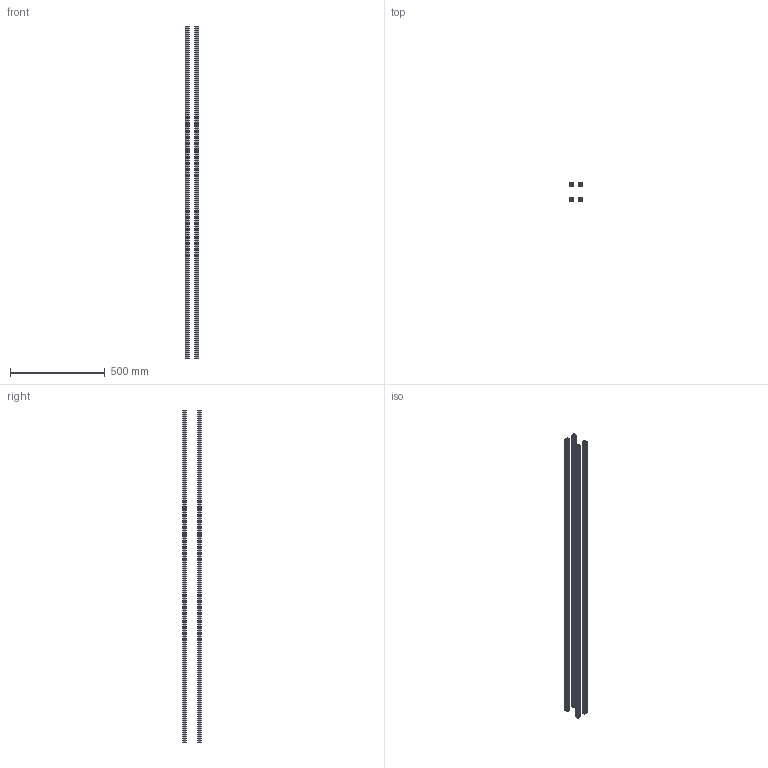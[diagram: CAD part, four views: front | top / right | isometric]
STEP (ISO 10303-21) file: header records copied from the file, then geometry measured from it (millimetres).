
FILE_DESCRIPTION(/* description */ (''),/* implementation_level */ '2;1');
FILE_NAME(/* name */ '2020 aluminum ext.stp',/* time_stamp */ '2020-07-17T22:31:21+05:00',/* author */ ('Ashiqrahman'),/* organization */ (''),/* preprocessor_version */ 'ST-DEVELOPER v18',/* originating_system */ 'Autodesk Inventor 2020',/* authorisation */ '');
FILE_SCHEMA (('AUTOMOTIVE_DESIGN { 1 0 10303 214 3 1 1 }'));
Length unit declared in the file: millimetre
Products named in the file (1): 1000
Bounding box: 70 x 100 x 1750 mm (x, y, z)
Volume: 1325955 mm3; surface area: 1188860.2 mm2
Topology: 4 solids, 4 shells, 300 faces, 1168 edges, 1164 vertices
Faces by surface type: plane 152, cylinder 148
Full cylindrical faces by diameter (mm): 4 x4
Entity records: 12285 total; most frequent: CARTESIAN_POINT 2485, DIRECTION 2070, ORIENTED_EDGE 1752, EDGE_CURVE 876, AXIS2_PLACEMENT_3D 745, STYLED_ITEM 596, VERTEX_POINT 584, LINE 580
